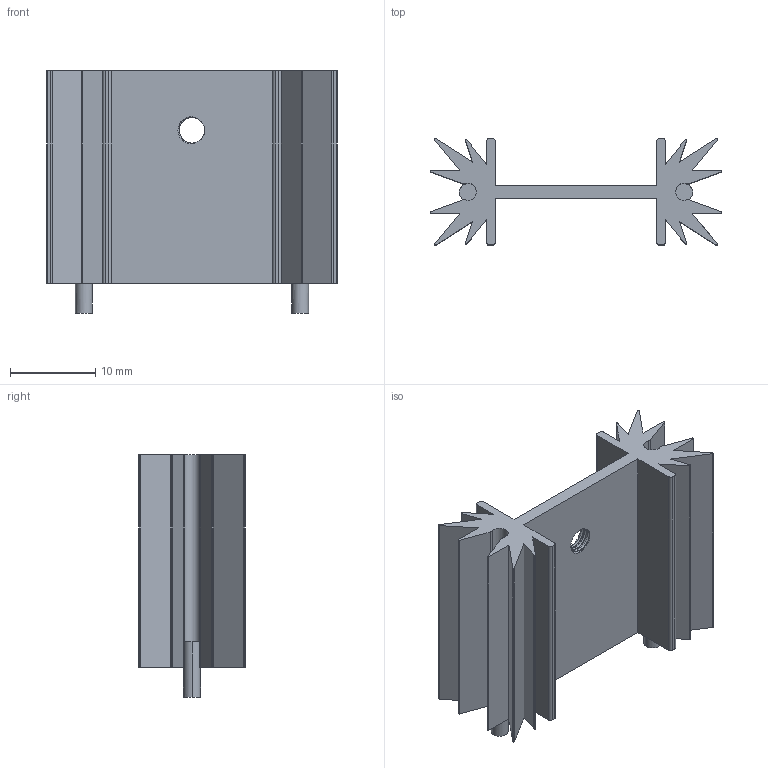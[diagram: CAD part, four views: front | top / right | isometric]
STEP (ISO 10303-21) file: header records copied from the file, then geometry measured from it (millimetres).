
FILE_DESCRIPTION (( 'STEP AP214' ), '1' );
FILE_NAME ('HEATSINK-TH_L34.2-W12.5-P25.40.step', '2022-08-04T05:16:31', ( '' ), ( '' ), 'SwSTEP 2.0', 'SolidWorks 2020', '' );
FILE_SCHEMA (( 'AUTOMOTIVE_DESIGN' ));
Length unit declared in the file: millimetre
Products named in the file (1): HEATSINK-TH_L34.2-W12.5-P25.40
Bounding box: 34.2 x 12.5 x 28.5 mm (x, y, z)
Volume: 3218.6 mm3; surface area: 4821.5 mm2
Topology: 14 solids, 14 shells, 382 faces, 1036 edges, 690 vertices
Faces by surface type: plane 222, bspline 115, cylinder 45
Entity records: 19529 total; most frequent: CARTESIAN_POINT 6373, ORIENTED_EDGE 2070, DIRECTION 1403, EDGE_CURVE 1035, LINE 705, VECTOR 705, VERTEX_POINT 688, EDGE_LOOP 403
